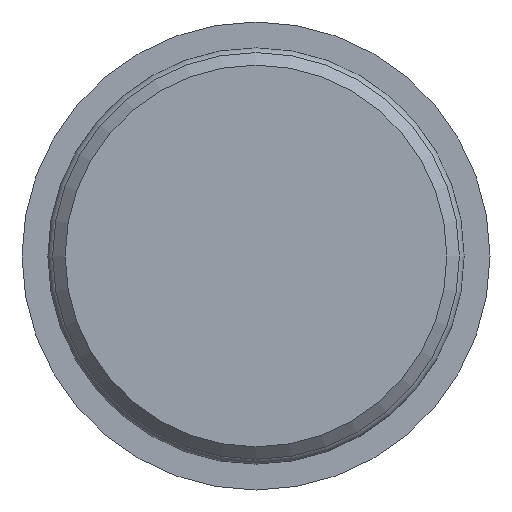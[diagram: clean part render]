
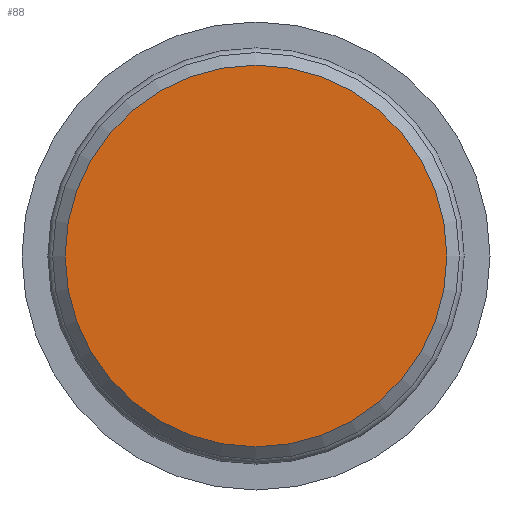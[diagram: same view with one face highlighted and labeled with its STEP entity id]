
A CAD part, front view. The second image highlights one B-rep face of the part: STEP entity #88.
In plain terms, the highlighted planar face has unit normal (0, -1, 0).
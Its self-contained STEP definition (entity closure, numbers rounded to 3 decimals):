
#88 = ADVANCED_FACE( '', ( #182 ), #183, .F. );
#182 = FACE_OUTER_BOUND( '', #271, .T. );
#183 = PLANE( '', #272 );
#271 = EDGE_LOOP( '', ( #424 ) );
#272 = AXIS2_PLACEMENT_3D( '', #425, #426, #427 );
#424 = ORIENTED_EDGE( '', *, *, #449, .T. );
#425 = CARTESIAN_POINT( '', ( 22.423, -17., 0. ) );
#426 = DIRECTION( '', ( 0., 1., 0. ) );
#427 = DIRECTION( '', ( 0., 0., 1. ) );
#449 = EDGE_CURVE( '', #507, #507, #508, .T. );
#507 = VERTEX_POINT( '', #587 );
#508 = CIRCLE( '', #588, 22.423 );
#587 = CARTESIAN_POINT( '', ( 0., -17., -22.423 ) );
#588 = AXIS2_PLACEMENT_3D( '', #752, #753, #754 );
#752 = CARTESIAN_POINT( '', ( 0., -17., 0. ) );
#753 = DIRECTION( '', ( 0., -1., 0. ) );
#754 = DIRECTION( '', ( 0., 0., -1. ) );
